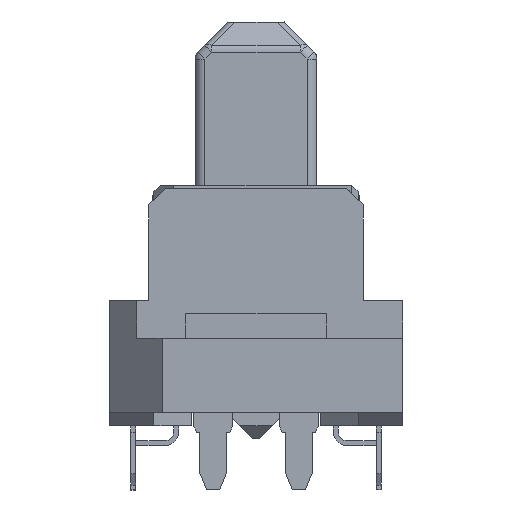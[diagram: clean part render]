
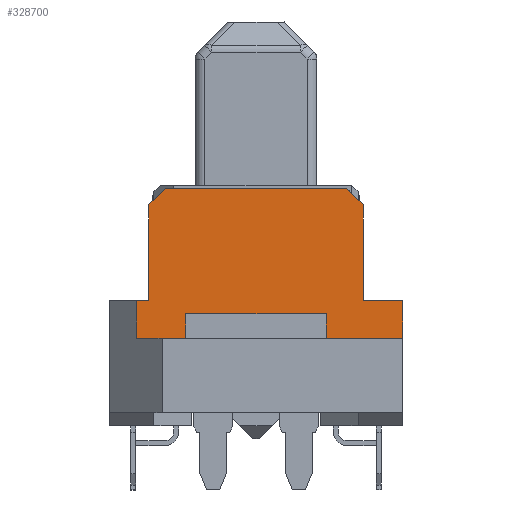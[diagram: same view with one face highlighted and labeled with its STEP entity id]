
A CAD part, left-side view. The second image highlights one B-rep face of the part: STEP entity #328700.
In plain terms, the highlighted planar face has unit normal (-1, 0, 0).
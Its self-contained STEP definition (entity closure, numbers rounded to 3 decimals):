
#285680=CARTESIAN_POINT('',(-18.575,3.25,
3.8));
#285690=VERTEX_POINT('',#285680);
#285860=CARTESIAN_POINT('',(-18.575,3.25,
6.7));
#285870=VERTEX_POINT('',#285860);
#285900=CARTESIAN_POINT('',(-18.575,3.25,
10.204));
#285910=DIRECTION('',(0.,0.,-1.));
#285920=VECTOR('',#285910,1.);
#285930=LINE('',#285900,#285920);
#285940=EDGE_CURVE('',#285870,#285690,#285930,.T.);
#296850=CARTESIAN_POINT('',(-18.575,2.75,
7.2));
#296860=VERTEX_POINT('',#296850);
#296890=CARTESIAN_POINT('',(-18.575,2.529,
7.421));
#296900=DIRECTION('',(0.,-0.707,
0.707));
#296910=VECTOR('',#296900,1.);
#296920=LINE('',#296890,#296910);
#296930=EDGE_CURVE('',#285870,#296860,#296920,.T.);
#298010=CARTESIAN_POINT('',(-18.575,-3.25,
6.7));
#298020=VERTEX_POINT('',#298010);
#298050=CARTESIAN_POINT('',(-18.575,2.529,
12.479));
#298060=DIRECTION('',(0.,0.707,
0.707));
#298070=VECTOR('',#298060,1.);
#298080=LINE('',#298050,#298070);
#298090=CARTESIAN_POINT('',(-18.575,-2.75,
7.2));
#298100=VERTEX_POINT('',#298090);
#298110=EDGE_CURVE('',#298020,#298100,#298080,.T.);
#298570=CARTESIAN_POINT('',(-18.575,-3.25,
3.8));
#298580=VERTEX_POINT('',#298570);
#298960=CARTESIAN_POINT('',(-18.575,-4.45,
3.8));
#298970=VERTEX_POINT('',#298960);
#299000=CARTESIAN_POINT('',(-18.575,2.529,
3.8));
#299010=DIRECTION('',(0.,1.,0.));
#299020=VECTOR('',#299010,1.);
#299030=LINE('',#299000,#299020);
#299040=EDGE_CURVE('',#298970,#298580,#299030,.T.);
#299200=CARTESIAN_POINT('',(-18.575,-4.45,
2.65));
#299210=VERTEX_POINT('',#299200);
#299360=CARTESIAN_POINT('',(-18.575,3.625,
2.65));
#299370=VERTEX_POINT('',#299360);
#299400=CARTESIAN_POINT('',(-18.575,2.529,
2.65));
#299410=DIRECTION('',(0.,-1.,0.));
#299420=VECTOR('',#299410,1.);
#299430=LINE('',#299400,#299420);
#299440=EDGE_CURVE('',#299370,#299210,#299430,.T.);
#301100=CARTESIAN_POINT('',(-18.575,3.625,
3.8));
#301110=VERTEX_POINT('',#301100);
#301140=CARTESIAN_POINT('',(-18.575,3.625,
10.204));
#301150=DIRECTION('',(0.,0.,1.));
#301160=VECTOR('',#301150,1.);
#301170=LINE('',#301140,#301160);
#301180=EDGE_CURVE('',#299370,#301110,#301170,.T.);
#328280=CARTESIAN_POINT('',(-18.575,2.529,
3.8));
#328290=DIRECTION('',(0.,-1.,0.));
#328300=VECTOR('',#328290,1.);
#328310=LINE('',#328280,#328300);
#328320=EDGE_CURVE('',#301110,#285690,#328310,.T.);
#328380=CARTESIAN_POINT('',(-18.575,3.827,
7.314));
#328390=DIRECTION('',(-1.,0.,0.));
#328400=DIRECTION('',(0.,0.,-1.));
#328410=AXIS2_PLACEMENT_3D('',#328380,#328390,#328400);
#328420=PLANE('',#328410);
#328430=ORIENTED_EDGE('',*,*,#301180,.F.);
#328440=ORIENTED_EDGE('',*,*,#328320,.F.);
#328450=ORIENTED_EDGE('',*,*,#285940,.T.);
#328460=ORIENTED_EDGE('',*,*,#296930,.F.);
#328470=CARTESIAN_POINT('',(-18.575,2.529,
7.2));
#328480=DIRECTION('',(0.,1.,0.));
#328490=VECTOR('',#328480,1.);
#328500=LINE('',#328470,#328490);
#328510=EDGE_CURVE('',#298100,#296860,#328500,.T.);
#328520=ORIENTED_EDGE('',*,*,#328510,.T.);
#328530=ORIENTED_EDGE('',*,*,#298110,.T.);
#328540=CARTESIAN_POINT('',(-18.575,-3.25,
10.204));
#328550=DIRECTION('',(0.,0.,-1.));
#328560=VECTOR('',#328550,1.);
#328570=LINE('',#328540,#328560);
#328580=EDGE_CURVE('',#298020,#298580,#328570,.T.);
#328590=ORIENTED_EDGE('',*,*,#328580,.F.);
#328600=ORIENTED_EDGE('',*,*,#299040,.T.);
#328610=CARTESIAN_POINT('',(-18.575,-4.45,
10.204));
#328620=DIRECTION('',(0.,0.,-1.));
#328630=VECTOR('',#328620,1.);
#328640=LINE('',#328610,#328630);
#328650=EDGE_CURVE('',#298970,#299210,#328640,.T.);
#328660=ORIENTED_EDGE('',*,*,#328650,.F.);
#328670=ORIENTED_EDGE('',*,*,#299440,.T.);
#328680=EDGE_LOOP('',(#328670,#328660,#328600,#328590,#328530,#328520,
#328460,#328450,#328440,#328430));
#328690=FACE_OUTER_BOUND('',#328680,.T.);
#328700=ADVANCED_FACE('',(#328690),#328420,.T.);
